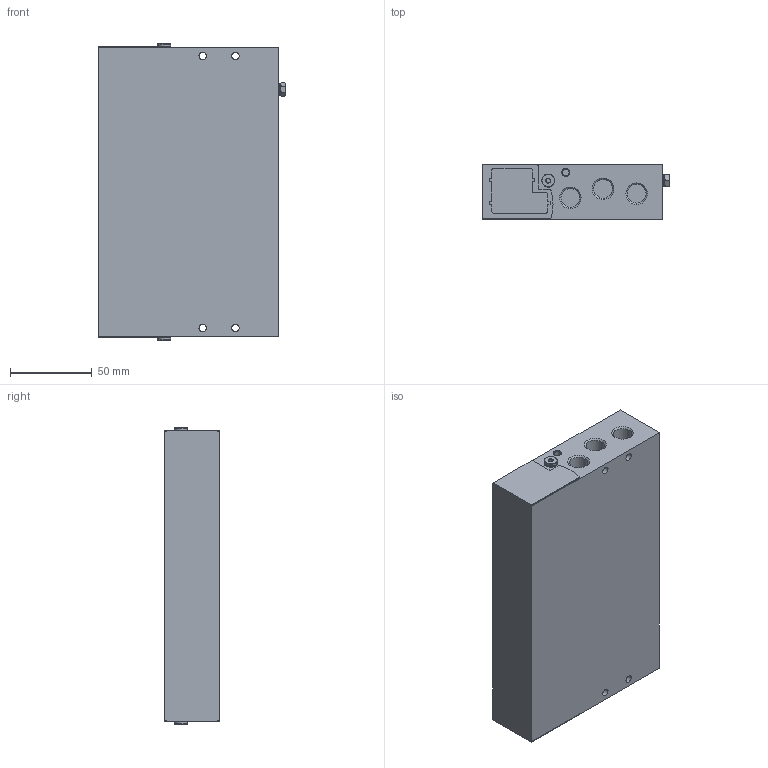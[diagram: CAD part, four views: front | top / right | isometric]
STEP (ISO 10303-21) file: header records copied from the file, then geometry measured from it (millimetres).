
FILE_DESCRIPTION(/* description */ ('STEP AP214'),/* implementation_level */ '2;1');
FILE_NAME(/* name */ '573492_VABM-L1-14G-G14-7-GR',/* time_stamp */ '2024-09-16T01:32:33+02:00',/* author */ ('License CC BY-ND 4.0'),/* organization */ ('CADENAS'),/* preprocessor_version */ 'ST-DEVELOPER v19.3',/* originating_system */ 'PARTsolutions',/* authorisation */ ' ');
FILE_SCHEMA (('AUTOMOTIVE_DESIGN {1 0 10303 214 3 1 1}'));
Length unit declared in the file: millimetre
Products named in the file (4): 573492 VABM-L1-14G-G14-7-GR; 573492 VABM-L1-14G-G14-7-GR---(L1-P); 174308 B-M5-B; 1351177 VABM---(VS)
Assembly tree (4 placements, depth 2):
  573492 VABM-L1-14G-G14-7-GR
    573492 VABM-L1-14G-G14-7-GR---(L1-P)
    174308 B-M5-B  x2
    1351177 VABM---(VS)
Bounding box: 114 x 33.8 x 181 mm (x, y, z)
Volume: 495330.3 mm3; surface area: 94067.4 mm2
Topology: 4 solids, 4 shells, 608 faces, 1455 edges, 942 vertices
Faces by surface type: plane 305, cylinder 191, cone 104, torus 8
Full cylindrical faces by diameter (mm): 0.7 x2, 0.9 x2, 1.6 x14, 2.013 x14, 2.459 x2, 2.6 x4, 2.7 x14, 3.3 x1, 3.4 x2, 3.6 x1, 3.8 x7, 4 x14, 4.134 x6, 4.5 x4, 5 x3, 6 x21, 7 x1, 7.2 x2, 7.8 x1, 8 x19, 11.445 x6
Entity records: 16000 total; most frequent: CARTESIAN_POINT 2738, DIRECTION 2721, ORIENTED_EDGE 2240, EDGE_CURVE 1120, AXIS2_PLACEMENT_3D 1058, FACE_BOUND 989, EDGE_LOOP 967, VERTEX_POINT 871
